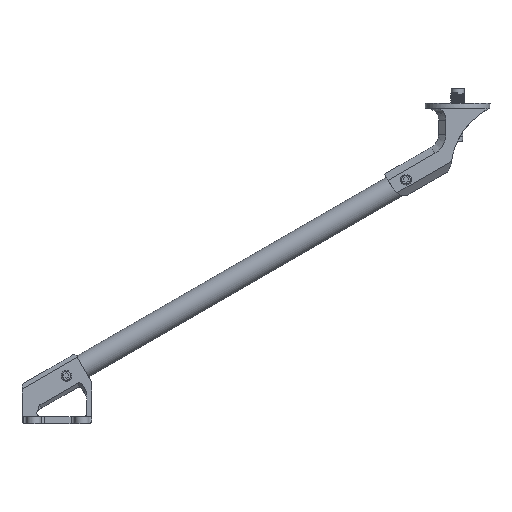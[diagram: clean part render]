
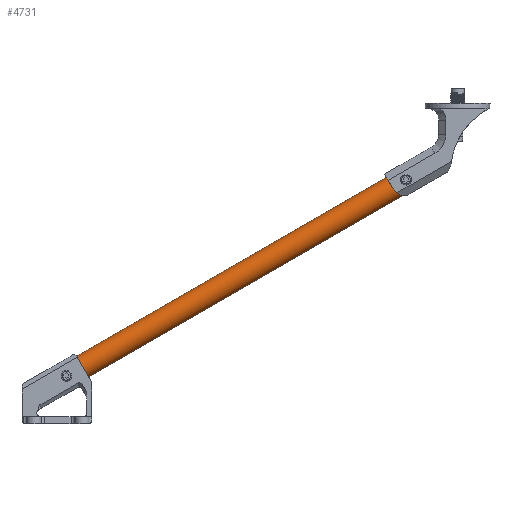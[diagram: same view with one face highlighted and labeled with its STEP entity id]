
A CAD part, top view. The second image highlights one B-rep face of the part: STEP entity #4731.
In plain terms, the highlighted cylindrical face has radius 5 mm (diameter 10 mm), a partial arc.
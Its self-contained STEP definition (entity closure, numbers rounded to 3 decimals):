
#4196=CARTESIAN_POINT('',(0.,0.,0.));
#4197=DIRECTION('',(0.,0.,1.));
#4198=DIRECTION('',(1.,0.,0.));
#4199=AXIS2_PLACEMENT_3D('',#4196,#4197,#4198);
#4370=CARTESIAN_POINT('',(0.,0.,200.));
#4371=DIRECTION('',(0.,0.,1.));
#4372=DIRECTION('',(1.,0.,0.));
#4373=AXIS2_PLACEMENT_3D('',#4370,#4371,#4372);
#4386=DIRECTION('',(0.,0.,1.));
#4387=VECTOR('',#4386,200.);
#4388=CARTESIAN_POINT('',(5.,0.,0.));
#4389=LINE('',#4388,#4387);
#4393=CARTESIAN_POINT('',(-1.25,4.841,18.));
#4394=CARTESIAN_POINT('',(-1.25,4.841,17.849));
#4395=CARTESIAN_POINT('',(-1.2,4.855,17.567));
#4396=CARTESIAN_POINT('',(-0.974,4.907,
17.175));
#4397=CARTESIAN_POINT('',(-0.636,4.964,
16.895));
#4398=CARTESIAN_POINT('',(-0.219,5.002,
16.743));
#4399=CARTESIAN_POINT('',(0.227,5.001,16.745));
#4400=CARTESIAN_POINT('',(0.64,4.964,16.897));
#4401=CARTESIAN_POINT('',(0.98,4.906,17.182));
#4402=CARTESIAN_POINT('',(1.201,4.854,17.572));
#4403=CARTESIAN_POINT('',(1.25,4.841,17.851));
#4404=CARTESIAN_POINT('',(1.25,4.841,18.));
#4409=CARTESIAN_POINT('',(1.25,4.841,18.));
#4410=CARTESIAN_POINT('',(1.25,4.841,18.151));
#4411=CARTESIAN_POINT('',(1.2,4.855,18.433));
#4412=CARTESIAN_POINT('',(0.974,4.907,18.825));
#4413=CARTESIAN_POINT('',(0.636,4.964,19.105));
#4414=CARTESIAN_POINT('',(0.219,5.002,19.257));
#4415=CARTESIAN_POINT('',(-0.227,5.001,
19.255));
#4416=CARTESIAN_POINT('',(-0.64,4.964,
19.103));
#4417=CARTESIAN_POINT('',(-0.98,4.906,
18.818));
#4418=CARTESIAN_POINT('',(-1.201,4.854,18.428));
#4419=CARTESIAN_POINT('',(-1.25,4.841,18.149));
#4420=CARTESIAN_POINT('',(-1.25,4.841,18.));
#4425=CARTESIAN_POINT('',(-1.25,4.841,182.));
#4426=CARTESIAN_POINT('',(-1.25,4.841,181.849));
#4427=CARTESIAN_POINT('',(-1.2,4.855,181.567));
#4428=CARTESIAN_POINT('',(-0.974,4.907,
181.175));
#4429=CARTESIAN_POINT('',(-0.636,4.964,
180.895));
#4430=CARTESIAN_POINT('',(-0.219,5.002,
180.743));
#4431=CARTESIAN_POINT('',(0.227,5.001,180.745));
#4432=CARTESIAN_POINT('',(0.64,4.964,180.897));
#4433=CARTESIAN_POINT('',(0.98,4.906,181.182));
#4434=CARTESIAN_POINT('',(1.201,4.854,181.572));
#4435=CARTESIAN_POINT('',(1.25,4.841,181.851));
#4436=CARTESIAN_POINT('',(1.25,4.841,182.));
#4441=CARTESIAN_POINT('',(1.25,4.841,182.));
#4442=CARTESIAN_POINT('',(1.25,4.841,182.151));
#4443=CARTESIAN_POINT('',(1.2,4.855,182.433));
#4444=CARTESIAN_POINT('',(0.974,4.907,182.825));
#4445=CARTESIAN_POINT('',(0.636,4.964,183.105));
#4446=CARTESIAN_POINT('',(0.219,5.002,183.257));
#4447=CARTESIAN_POINT('',(-0.227,5.001,
183.255));
#4448=CARTESIAN_POINT('',(-0.64,4.964,
183.103));
#4449=CARTESIAN_POINT('',(-0.98,4.906,
182.818));
#4450=CARTESIAN_POINT('',(-1.201,4.854,182.428));
#4451=CARTESIAN_POINT('',(-1.25,4.841,182.149));
#4452=CARTESIAN_POINT('',(-1.25,4.841,182.));
#4457=DIRECTION('',(0.,0.,1.));
#4458=VECTOR('',#4457,200.);
#4459=CARTESIAN_POINT('',(-5.,0.,0.));
#4460=LINE('',#4459,#4458);
#4588=CARTESIAN_POINT('',(5.,0.,0.));
#4589=CARTESIAN_POINT('',(-5.,0.,0.));
#4590=VERTEX_POINT('',#4588);
#4591=VERTEX_POINT('',#4589);
#4596=CARTESIAN_POINT('',(5.,0.,200.));
#4597=CARTESIAN_POINT('',(-5.,0.,200.));
#4598=VERTEX_POINT('',#4596);
#4599=VERTEX_POINT('',#4597);
#4604=CARTESIAN_POINT('',(1.25,4.841,18.));
#4606=VERTEX_POINT('',#4604);
#4608=CARTESIAN_POINT('',(-1.25,4.841,18.));
#4610=VERTEX_POINT('',#4608);
#4616=VERTEX_POINT('',#4425);
#4617=VERTEX_POINT('',#4436);
#4706=CARTESIAN_POINT('',(0.,0.,0.));
#4707=DIRECTION('',(0.,0.,1.));
#4708=DIRECTION('',(1.,0.,0.));
#4709=AXIS2_PLACEMENT_3D('',#4706,#4707,#4708);
#4710=CYLINDRICAL_SURFACE('',#4709,5.);
#4711=ORIENTED_EDGE('',*,*,#4625,.F.);
#4713=ORIENTED_EDGE('',*,*,#4712,.T.);
#4714=ORIENTED_EDGE('',*,*,#4695,.T.);
#4716=ORIENTED_EDGE('',*,*,#4715,.F.);
#4717=EDGE_LOOP('',(#4711,#4713,#4714,#4716));
#4718=FACE_OUTER_BOUND('',#4717,.F.);
#4720=ORIENTED_EDGE('',*,*,#4719,.F.);
#4722=ORIENTED_EDGE('',*,*,#4721,.F.);
#4723=EDGE_LOOP('',(#4720,#4722));
#4724=FACE_BOUND('',#4723,.F.);
#4726=ORIENTED_EDGE('',*,*,#4725,.F.);
#4728=ORIENTED_EDGE('',*,*,#4727,.F.);
#4729=EDGE_LOOP('',(#4726,#4728));
#4730=FACE_BOUND('',#4729,.F.);
#4200=CIRCLE('',#4199,5.);
#4374=CIRCLE('',#4373,5.);
#4405=B_SPLINE_CURVE_WITH_KNOTS('',3,(#4393,#4394,#4395,#4396,#4397,#4398,#4399,
#4400,#4401,#4402,#4403,#4404),.UNSPECIFIED.,.F.,.F.,(4,1,1,1,1,1,1,1,1,4),
(0.,0.111,0.222,0.333,0.444,
0.556,0.667,0.778,0.889,1.),
.UNSPECIFIED.);
#4421=B_SPLINE_CURVE_WITH_KNOTS('',3,(#4409,#4410,#4411,#4412,#4413,#4414,#4415,
#4416,#4417,#4418,#4419,#4420),.UNSPECIFIED.,.F.,.F.,(4,1,1,1,1,1,1,1,1,4),
(0.,0.111,0.222,0.333,0.444,
0.556,0.667,0.778,0.889,1.),
.UNSPECIFIED.);
#4437=B_SPLINE_CURVE_WITH_KNOTS('',3,(#4425,#4426,#4427,#4428,#4429,#4430,#4431,
#4432,#4433,#4434,#4435,#4436),.UNSPECIFIED.,.F.,.F.,(4,1,1,1,1,1,1,1,1,4),
(0.,0.111,0.222,0.333,0.444,
0.556,0.667,0.778,0.889,1.),
.UNSPECIFIED.);
#4453=B_SPLINE_CURVE_WITH_KNOTS('',3,(#4441,#4442,#4443,#4444,#4445,#4446,#4447,
#4448,#4449,#4450,#4451,#4452),.UNSPECIFIED.,.F.,.F.,(4,1,1,1,1,1,1,1,1,4),
(0.,0.111,0.222,0.333,0.444,
0.556,0.667,0.778,0.889,1.),
.UNSPECIFIED.);
#4625=EDGE_CURVE('',#4590,#4591,#4200,.T.);
#4695=EDGE_CURVE('',#4598,#4599,#4374,.T.);
#4712=EDGE_CURVE('',#4590,#4598,#4389,.T.);
#4715=EDGE_CURVE('',#4591,#4599,#4460,.T.);
#4719=EDGE_CURVE('',#4610,#4606,#4405,.T.);
#4721=EDGE_CURVE('',#4606,#4610,#4421,.T.);
#4725=EDGE_CURVE('',#4616,#4617,#4437,.T.);
#4727=EDGE_CURVE('',#4617,#4616,#4453,.T.);
#4731=ADVANCED_FACE('',(#4718,#4724,#4730),#4710,.T.);
